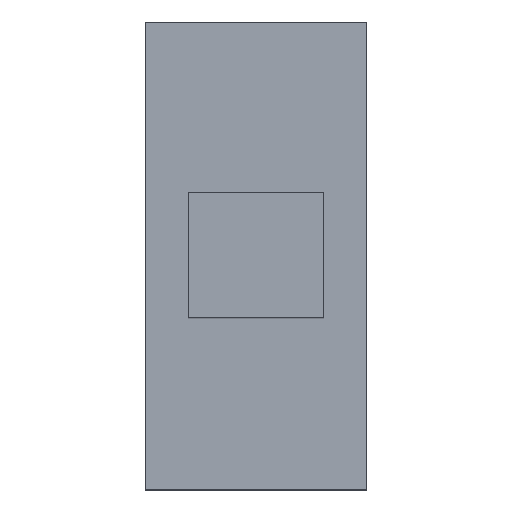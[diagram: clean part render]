
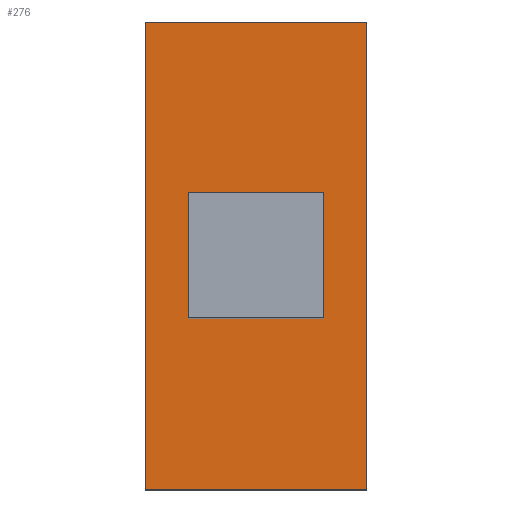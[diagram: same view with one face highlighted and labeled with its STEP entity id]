
A CAD part, top view. The second image highlights one B-rep face of the part: STEP entity #276.
In plain terms, the highlighted planar face has unit normal (0, 0, 1).
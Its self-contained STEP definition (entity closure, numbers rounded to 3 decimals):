
#15=FACE_BOUND('',#39,.T.);
#22=FACE_OUTER_BOUND('',#38,.T.);
#38=EDGE_LOOP('',(#203,#204,#205,#206));
#39=EDGE_LOOP('',(#207,#208,#209,#210));
#63=LINE('',#416,#99);
#64=LINE('',#418,#100);
#65=LINE('',#420,#101);
#66=LINE('',#421,#102);
#67=LINE('',#424,#103);
#68=LINE('',#426,#104);
#69=LINE('',#428,#105);
#70=LINE('',#429,#106);
#99=VECTOR('',#343,10.);
#100=VECTOR('',#344,10.);
#101=VECTOR('',#345,10.);
#102=VECTOR('',#346,10.);
#103=VECTOR('',#347,10.);
#104=VECTOR('',#348,10.);
#105=VECTOR('',#349,10.);
#106=VECTOR('',#350,10.);
#131=VERTEX_POINT('',#414);
#132=VERTEX_POINT('',#415);
#133=VERTEX_POINT('',#417);
#134=VERTEX_POINT('',#419);
#135=VERTEX_POINT('',#422);
#136=VERTEX_POINT('',#423);
#137=VERTEX_POINT('',#425);
#138=VERTEX_POINT('',#427);
#159=EDGE_CURVE('',#131,#132,#63,.T.);
#160=EDGE_CURVE('',#132,#133,#64,.T.);
#161=EDGE_CURVE('',#133,#134,#65,.T.);
#162=EDGE_CURVE('',#134,#131,#66,.T.);
#163=EDGE_CURVE('',#135,#136,#67,.T.);
#164=EDGE_CURVE('',#137,#135,#68,.T.);
#165=EDGE_CURVE('',#138,#137,#69,.T.);
#166=EDGE_CURVE('',#136,#138,#70,.T.);
#203=ORIENTED_EDGE('',*,*,#159,.T.);
#204=ORIENTED_EDGE('',*,*,#160,.T.);
#205=ORIENTED_EDGE('',*,*,#161,.T.);
#206=ORIENTED_EDGE('',*,*,#162,.T.);
#207=ORIENTED_EDGE('',*,*,#163,.F.);
#208=ORIENTED_EDGE('',*,*,#164,.F.);
#209=ORIENTED_EDGE('',*,*,#165,.F.);
#210=ORIENTED_EDGE('',*,*,#166,.F.);
#260=PLANE('',#306);
#276=ADVANCED_FACE('',(#22,#15),#260,.T.);
#306=AXIS2_PLACEMENT_3D('',#413,#341,#342);
#341=DIRECTION('center_axis',(0.,0.,1.));
#342=DIRECTION('ref_axis',(1.,0.,0.));
#343=DIRECTION('',(-1.,0.,0.));
#344=DIRECTION('',(0.,-1.,0.));
#345=DIRECTION('',(1.,0.,0.));
#346=DIRECTION('',(0.,1.,0.));
#347=DIRECTION('',(0.,1.,0.));
#348=DIRECTION('',(1.,0.,0.));
#349=DIRECTION('',(0.,-1.,0.));
#350=DIRECTION('',(-1.,0.,0.));
#413=CARTESIAN_POINT('Origin',(-55.3,9.179,67.918));
#414=CARTESIAN_POINT('',(-52.725,14.623,67.918));
#415=CARTESIAN_POINT('',(-57.875,14.623,67.918));
#416=CARTESIAN_POINT('',(-52.725,14.623,67.918));
#417=CARTESIAN_POINT('',(-57.875,3.735,67.918));
#418=CARTESIAN_POINT('',(-57.875,14.623,67.918));
#419=CARTESIAN_POINT('',(-52.725,3.735,67.918));
#420=CARTESIAN_POINT('',(-57.875,3.735,67.918));
#421=CARTESIAN_POINT('',(-52.725,3.735,67.918));
#422=CARTESIAN_POINT('',(-53.725,7.719,67.918));
#423=CARTESIAN_POINT('',(-53.725,10.639,67.918));
#424=CARTESIAN_POINT('',(-53.725,8.449,67.918));
#425=CARTESIAN_POINT('',(-56.875,7.719,67.918));
#426=CARTESIAN_POINT('',(-56.087,7.719,67.918));
#427=CARTESIAN_POINT('',(-56.875,10.639,67.918));
#428=CARTESIAN_POINT('',(-56.875,9.909,67.918));
#429=CARTESIAN_POINT('',(-54.512,10.639,67.918));
